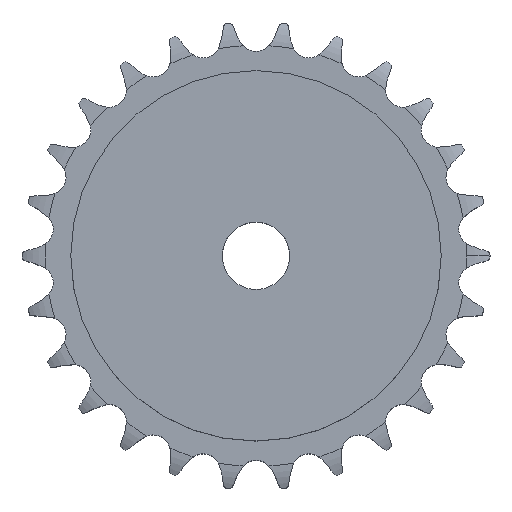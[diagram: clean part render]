
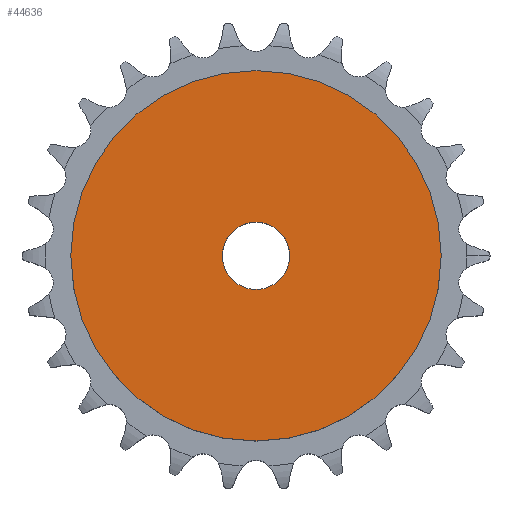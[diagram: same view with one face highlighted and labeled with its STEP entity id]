
A CAD part, top view. The second image highlights one B-rep face of the part: STEP entity #44636.
In plain terms, the highlighted planar face has unit normal (0, 0, 1).
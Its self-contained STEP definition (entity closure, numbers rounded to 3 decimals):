
#23892 = CYLINDRICAL_SURFACE('',#23893,10.);
#23893 = AXIS2_PLACEMENT_3D('',#23894,#23895,#23896);
#23894 = CARTESIAN_POINT('',(0.,0.,216.014));
#23895 = DIRECTION('',(0.,0.,1.));
#23896 = DIRECTION('',(1.,0.,0.));
#30664 = EDGE_CURVE('',#30665,#30665,#30667,.T.);
#30665 = VERTEX_POINT('',#30666);
#30666 = CARTESIAN_POINT('',(10.,0.,45.));
#30667 = SURFACE_CURVE('',#30668,(#30673,#30680),.PCURVE_S1.);
#30668 = CIRCLE('',#30669,10.);
#30669 = AXIS2_PLACEMENT_3D('',#30670,#30671,#30672);
#30670 = CARTESIAN_POINT('',(0.,0.,45.));
#30671 = DIRECTION('',(0.,0.,1.));
#30672 = DIRECTION('',(1.,0.,0.));
#30673 = PCURVE('',#23892,#30674);
#30674 = DEFINITIONAL_REPRESENTATION('',(#30675),#30679);
#30675 = LINE('',#30676,#30677);
#30676 = CARTESIAN_POINT('',(0.,-171.014));
#30677 = VECTOR('',#30678,1.);
#30678 = DIRECTION('',(1.,0.));
#30679 = ( GEOMETRIC_REPRESENTATION_CONTEXT(2) 
PARAMETRIC_REPRESENTATION_CONTEXT() REPRESENTATION_CONTEXT('2D SPACE',''
  ) );
#30680 = PCURVE('',#30681,#30686);
#30681 = PLANE('',#30682);
#30682 = AXIS2_PLACEMENT_3D('',#30683,#30684,#30685);
#30683 = CARTESIAN_POINT('',(0.,0.,45.)
  );
#30684 = DIRECTION('',(0.,0.,1.));
#30685 = DIRECTION('',(1.,0.,0.));
#30686 = DEFINITIONAL_REPRESENTATION('',(#30687),#30691);
#30687 = CIRCLE('',#30688,10.);
#30688 = AXIS2_PLACEMENT_2D('',#30689,#30690);
#30689 = CARTESIAN_POINT('',(0.,0.));
#30690 = DIRECTION('',(1.,0.));
#30691 = ( GEOMETRIC_REPRESENTATION_CONTEXT(2) 
PARAMETRIC_REPRESENTATION_CONTEXT() REPRESENTATION_CONTEXT('2D SPACE',''
  ) );
#44636 = ADVANCED_FACE('',(#44637,#44668),#30681,.T.);
#44637 = FACE_BOUND('',#44638,.T.);
#44638 = EDGE_LOOP('',(#44639));
#44639 = ORIENTED_EDGE('',*,*,#44640,.T.);
#44640 = EDGE_CURVE('',#44641,#44641,#44643,.T.);
#44641 = VERTEX_POINT('',#44642);
#44642 = CARTESIAN_POINT('',(55.,0.,45.));
#44643 = SURFACE_CURVE('',#44644,(#44649,#44656),.PCURVE_S1.);
#44644 = CIRCLE('',#44645,55.);
#44645 = AXIS2_PLACEMENT_3D('',#44646,#44647,#44648);
#44646 = CARTESIAN_POINT('',(0.,0.,45.));
#44647 = DIRECTION('',(0.,0.,1.));
#44648 = DIRECTION('',(1.,0.,0.));
#44649 = PCURVE('',#30681,#44650);
#44650 = DEFINITIONAL_REPRESENTATION('',(#44651),#44655);
#44651 = CIRCLE('',#44652,55.);
#44652 = AXIS2_PLACEMENT_2D('',#44653,#44654);
#44653 = CARTESIAN_POINT('',(0.,0.));
#44654 = DIRECTION('',(1.,0.));
#44655 = ( GEOMETRIC_REPRESENTATION_CONTEXT(2) 
PARAMETRIC_REPRESENTATION_CONTEXT() REPRESENTATION_CONTEXT('2D SPACE',''
  ) );
#44656 = PCURVE('',#44657,#44662);
#44657 = CYLINDRICAL_SURFACE('',#44658,55.);
#44658 = AXIS2_PLACEMENT_3D('',#44659,#44660,#44661);
#44659 = CARTESIAN_POINT('',(0.,0.,0.));
#44660 = DIRECTION('',(-0.,-0.,-1.));
#44661 = DIRECTION('',(1.,0.,0.));
#44662 = DEFINITIONAL_REPRESENTATION('',(#44663),#44667);
#44663 = LINE('',#44664,#44665);
#44664 = CARTESIAN_POINT('',(-0.,-45.));
#44665 = VECTOR('',#44666,1.);
#44666 = DIRECTION('',(-1.,0.));
#44667 = ( GEOMETRIC_REPRESENTATION_CONTEXT(2) 
PARAMETRIC_REPRESENTATION_CONTEXT() REPRESENTATION_CONTEXT('2D SPACE',''
  ) );
#44668 = FACE_BOUND('',#44669,.T.);
#44669 = EDGE_LOOP('',(#44670));
#44670 = ORIENTED_EDGE('',*,*,#30664,.F.);
